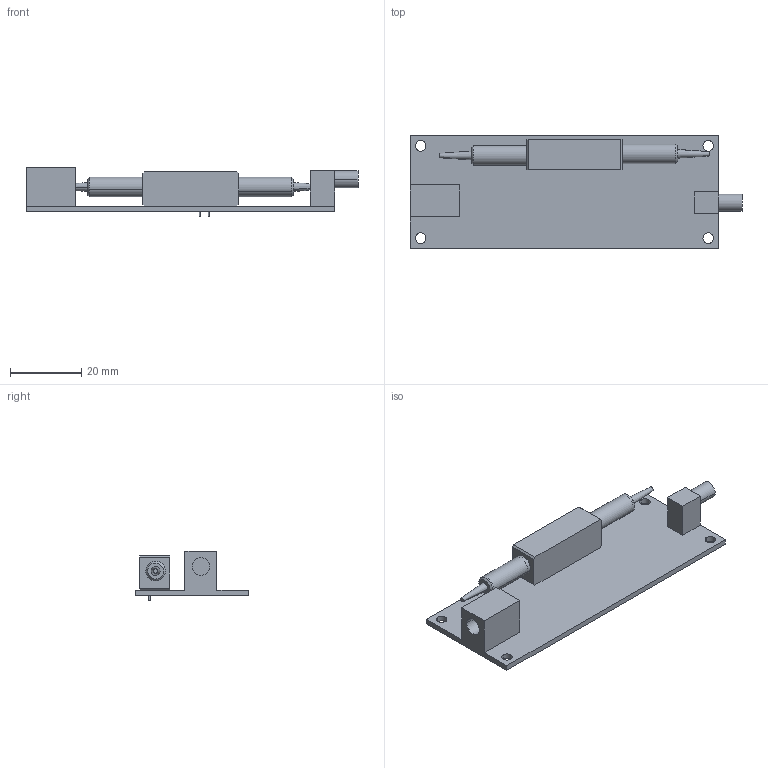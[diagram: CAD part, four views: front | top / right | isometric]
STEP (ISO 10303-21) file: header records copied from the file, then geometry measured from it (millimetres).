
FILE_DESCRIPTION (( 'STEP AP203' ), '1' );
FILE_NAME ('NSPS-330525333-D100.STEP', '2022-02-02T22:57:55', ( '' ), ( '' ), 'SwSTEP 2.0', 'SolidWorks 2018', '' );
FILE_SCHEMA (( 'CONFIG_CONTROL_DESIGN' ));
Length unit declared in the file: millimetre
Products named in the file (9): BD; Dual stage NVOA cover; PCB; End cap; NSPS-330525333-D100; EO; PIN; Dual stage NVOA box; BD2
Assembly tree (10 placements, depth 2):
  NSPS-330525333-D100
    Dual stage NVOA box
    BD
    EO
    PCB
    BD2
    Dual stage NVOA cover
    End cap  x2
    PIN  x2
Bounding box: 93.5 x 32 x 14 mm (x, y, z)
Volume: 7990.4 mm3; surface area: 11050.8 mm2
Topology: 17 solids, 17 shells, 236 faces, 552 edges, 354 vertices
Faces by surface type: plane 128, cylinder 80, cone 28
Entity records: 7743 total; most frequent: CARTESIAN_POINT 1579, DIRECTION 1098, ORIENTED_EDGE 1028, EDGE_CURVE 514, AXIS2_PLACEMENT_3D 379, VECTOR 340, LINE 340, VERTEX_POINT 332
